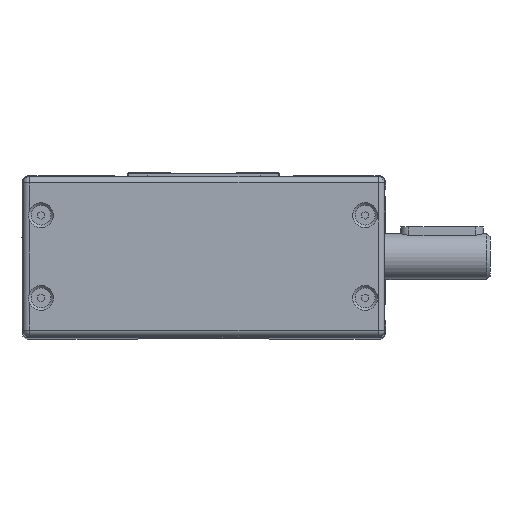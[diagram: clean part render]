
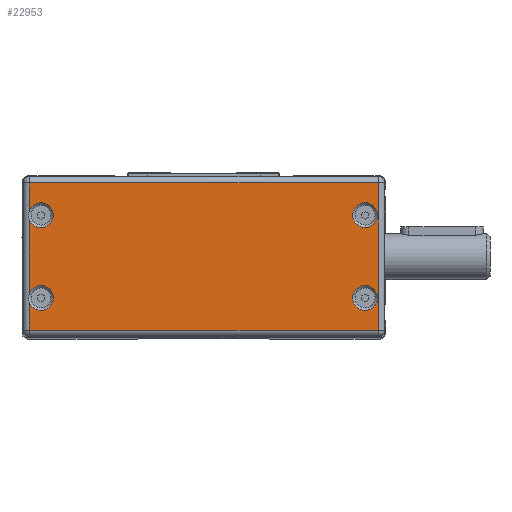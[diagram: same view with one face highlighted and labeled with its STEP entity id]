
A CAD part, top view. The second image highlights one B-rep face of the part: STEP entity #22953.
In plain terms, the highlighted planar face has unit normal (0, 0, 1).
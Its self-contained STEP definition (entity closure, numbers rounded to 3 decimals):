
#22677=CARTESIAN_POINT('',(4172.424,-1076.965,7129.021));
#22678=VERTEX_POINT('',#22677);
#22679=CARTESIAN_POINT('',(4168.674,-1076.965,7129.021));
#22680=DIRECTION('',(0.0,0.0,-1.0));
#22681=DIRECTION('',(1.0,0.0,0.0));
#22682=AXIS2_PLACEMENT_3D('',#22679,#22680,#22681);
#22683=CIRCLE('',#22682,3.75);
#22684=EDGE_CURVE('',#22678,#22678,#22683,.T.);
#22725=CARTESIAN_POINT('',(4172.424,-1051.965,7129.021));
#22726=VERTEX_POINT('',#22725);
#22727=CARTESIAN_POINT('',(4168.674,-1051.965,7129.021));
#22728=DIRECTION('',(0.0,0.0,-1.0));
#22729=DIRECTION('',(1.0,0.0,0.0));
#22730=AXIS2_PLACEMENT_3D('',#22727,#22728,#22729);
#22731=CIRCLE('',#22730,3.75);
#22732=EDGE_CURVE('',#22726,#22726,#22731,.T.);
#22773=CARTESIAN_POINT('',(4067.174,-1053.311,7129.021));
#22774=VERTEX_POINT('',#22773);
#22775=CARTESIAN_POINT('',(4067.174,-1050.619,7129.021));
#22776=VERTEX_POINT('',#22775);
#22790=CARTESIAN_POINT('',(4070.674,-1051.965,7129.021));
#22791=DIRECTION('',(0.0,0.0,-1.0));
#22792=DIRECTION('',(1.0,0.0,0.0));
#22793=AXIS2_PLACEMENT_3D('',#22790,#22791,#22792);
#22794=CIRCLE('',#22793,3.75);
#22795=EDGE_CURVE('',#22776,#22774,#22794,.T.);
#22836=CARTESIAN_POINT('',(4067.174,-1078.311,7129.021));
#22837=VERTEX_POINT('',#22836);
#22838=CARTESIAN_POINT('',(4067.174,-1075.619,7129.021));
#22839=VERTEX_POINT('',#22838);
#22853=CARTESIAN_POINT('',(4070.674,-1076.965,7129.021));
#22854=DIRECTION('',(0.0,0.0,-1.0));
#22855=DIRECTION('',(1.0,0.0,0.0));
#22856=AXIS2_PLACEMENT_3D('',#22853,#22854,#22855);
#22857=CIRCLE('',#22856,3.75);
#22858=EDGE_CURVE('',#22839,#22837,#22857,.T.);
#22894=CARTESIAN_POINT('',(4119.924,-1064.465,7129.021));
#22895=DIRECTION('',(0.0,0.0,1.0));
#22896=DIRECTION('',(1.0,0.0,0.0));
#22897=AXIS2_PLACEMENT_3D('',#22894,#22895,#22896);
#22898=PLANE('',#22897);
#22899=ORIENTED_EDGE('',*,*,#22795,.T.);
#22900=CARTESIAN_POINT('',(4067.174,-1075.619,7129.021));
#22901=DIRECTION('',(0.0,1.0,0.0));
#22902=VECTOR('',#22901,22.307);
#22903=LINE('',#22900,#22902);
#22904=EDGE_CURVE('',#22839,#22774,#22903,.T.);
#22905=ORIENTED_EDGE('',*,*,#22904,.F.);
#22906=ORIENTED_EDGE('',*,*,#22858,.T.);
#22907=CARTESIAN_POINT('',(4067.174,-1086.715,7129.021));
#22908=VERTEX_POINT('',#22907);
#22909=CARTESIAN_POINT('',(4067.174,-1086.715,7129.021));
#22910=DIRECTION('',(0.0,1.0,0.0));
#22911=VECTOR('',#22910,8.404);
#22912=LINE('',#22909,#22911);
#22913=EDGE_CURVE('',#22908,#22837,#22912,.T.);
#22914=ORIENTED_EDGE('',*,*,#22913,.F.);
#22915=CARTESIAN_POINT('',(4172.674,-1086.715,7129.021));
#22916=VERTEX_POINT('',#22915);
#22917=CARTESIAN_POINT('',(4172.674,-1086.715,7129.021));
#22918=DIRECTION('',(-1.0,0.0,0.0));
#22919=VECTOR('',#22918,105.5);
#22920=LINE('',#22917,#22919);
#22921=EDGE_CURVE('',#22916,#22908,#22920,.T.);
#22922=ORIENTED_EDGE('',*,*,#22921,.F.);
#22923=CARTESIAN_POINT('',(4172.674,-1042.215,7129.021));
#22924=VERTEX_POINT('',#22923);
#22925=CARTESIAN_POINT('',(4172.674,-1042.215,7129.021));
#22926=DIRECTION('',(0.0,-1.0,0.0));
#22927=VECTOR('',#22926,44.5);
#22928=LINE('',#22925,#22927);
#22929=EDGE_CURVE('',#22924,#22916,#22928,.T.);
#22930=ORIENTED_EDGE('',*,*,#22929,.F.);
#22931=CARTESIAN_POINT('',(4067.174,-1042.215,7129.021));
#22932=VERTEX_POINT('',#22931);
#22933=CARTESIAN_POINT('',(4067.174,-1042.215,7129.021));
#22934=DIRECTION('',(1.0,0.0,0.0));
#22935=VECTOR('',#22934,105.5);
#22936=LINE('',#22933,#22935);
#22937=EDGE_CURVE('',#22932,#22924,#22936,.T.);
#22938=ORIENTED_EDGE('',*,*,#22937,.F.);
#22939=CARTESIAN_POINT('',(4067.174,-1050.619,7129.021));
#22940=DIRECTION('',(0.0,1.0,0.0));
#22941=VECTOR('',#22940,8.404);
#22942=LINE('',#22939,#22941);
#22943=EDGE_CURVE('',#22776,#22932,#22942,.T.);
#22944=ORIENTED_EDGE('',*,*,#22943,.F.);
#22945=EDGE_LOOP('',(#22899,#22905,#22906,#22914,#22922,#22930,#22938,#22944));
#22946=FACE_OUTER_BOUND('',#22945,.T.);
#22947=ORIENTED_EDGE('',*,*,#22732,.T.);
#22948=EDGE_LOOP('',(#22947));
#22949=FACE_BOUND('',#22948,.T.);
#22950=ORIENTED_EDGE('',*,*,#22684,.T.);
#22951=EDGE_LOOP('',(#22950));
#22952=FACE_BOUND('',#22951,.T.);
#22953=ADVANCED_FACE('',(#22946,#22949,#22952),#22898,.T.);
